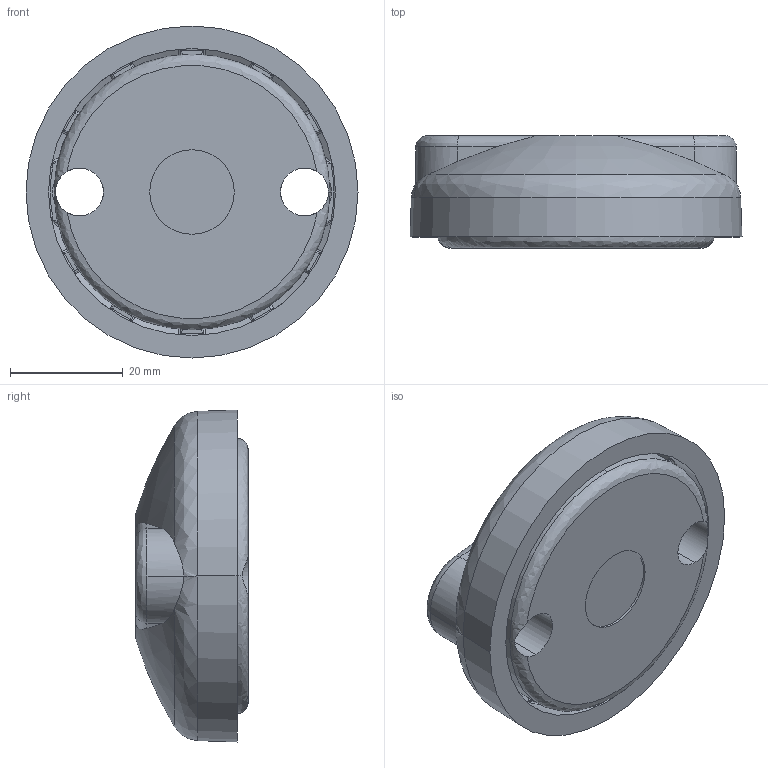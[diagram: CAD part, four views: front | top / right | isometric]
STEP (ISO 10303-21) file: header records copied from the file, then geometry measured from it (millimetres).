
FILE_DESCRIPTION (( 'STEP AP214' ), '1' );
FILE_NAME ('098a060zbsg.STEP', '2014-08-25T06:19:10', ( '' ), ( '' ), 'SwSTEP 2.0', 'SolidWorks 2014', '' );
FILE_SCHEMA (( 'AUTOMOTIVE_DESIGN' ));
Length unit declared in the file: millimetre
Products named in the file (1): 098a060zbsg
Bounding box: 59 x 20 x 59 mm (x, y, z)
Volume: 34170.9 mm3; surface area: 16010.9 mm2
Topology: 2 solids, 2 shells, 336 faces, 850 edges, 515 vertices
Faces by surface type: bspline 176, cylinder 92, plane 42, cone 26
Entity records: 18891 total; most frequent: CARTESIAN_POINT 8198, ORIENTED_EDGE 1700, DIRECTION 1190, EDGE_CURVE 850, AXIS2_PLACEMENT_3D 518, VERTEX_POINT 515, CIRCLE 357, EDGE_LOOP 343
